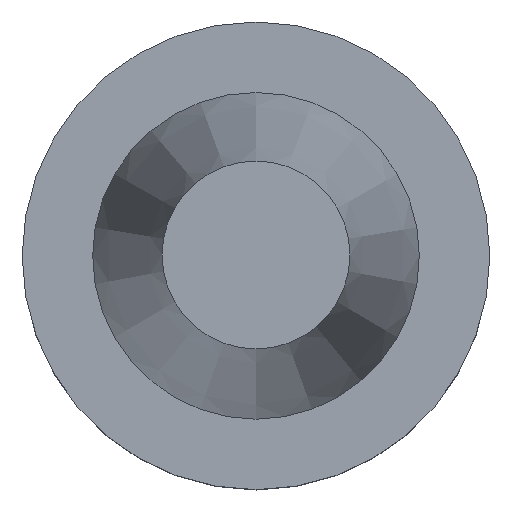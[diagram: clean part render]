
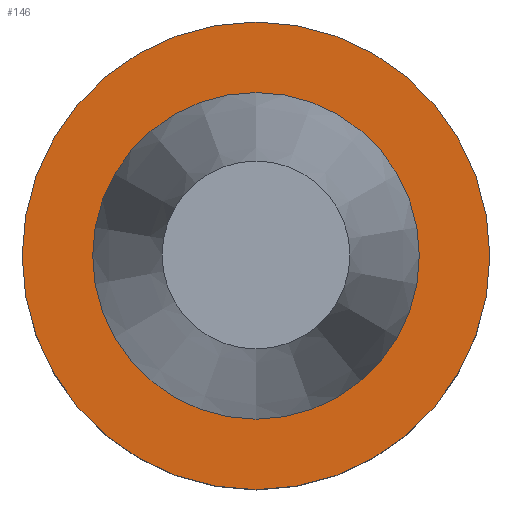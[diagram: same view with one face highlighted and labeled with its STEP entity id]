
A CAD part, top view. The second image highlights one B-rep face of the part: STEP entity #146.
In plain terms, the highlighted planar face has unit normal (0, 0, 1).
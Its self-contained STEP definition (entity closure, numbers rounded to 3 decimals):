
#76=EDGE_CURVE('Unnamed[1]',#207,#207,#208,.T.);
#146=ADVANCED_FACE('Unnamed[1]',(#316,#317),#318,.T.);
#177=EDGE_CURVE('Unnamed[1]',#366,#366,#367,.T.);
#207=VERTEX_POINT('',#391);
#208=CIRCLE('',#392,34.925);
#316=FACE_OUTER_BOUND('',#527,.T.);
#317=FACE_BOUND('',#528,.T.);
#318=PLANE('',#529);
#366=VERTEX_POINT('',#589);
#367=CIRCLE('',#590,50.0);
#391=CARTESIAN_POINT('',(0.,34.925,-1.5));
#392=AXIS2_PLACEMENT_3D('',#606,#607,#608);
#527=EDGE_LOOP('',(#725));
#528=EDGE_LOOP('',(#726));
#529=AXIS2_PLACEMENT_3D('',#727,#728,#729);
#589=CARTESIAN_POINT('',(0.,50.0,-1.5));
#590=AXIS2_PLACEMENT_3D('',#783,#784,#785);
#606=CARTESIAN_POINT('',(0.,0.,-1.5));
#607=DIRECTION('',(0.,0.,-1.0));
#608=DIRECTION('',(0.,1.0,0.));
#725=ORIENTED_EDGE('',*,*,#177,.F.);
#726=ORIENTED_EDGE('',*,*,#76,.T.);
#727=CARTESIAN_POINT('',(0.,42.463,-1.5));
#728=DIRECTION('',(0.,0.,1.0));
#729=DIRECTION('',(0.,-1.0,0.));
#783=CARTESIAN_POINT('',(0.,0.,-1.5));
#784=DIRECTION('',(0.,0.,-1.0));
#785=DIRECTION('',(0.,1.0,0.));
